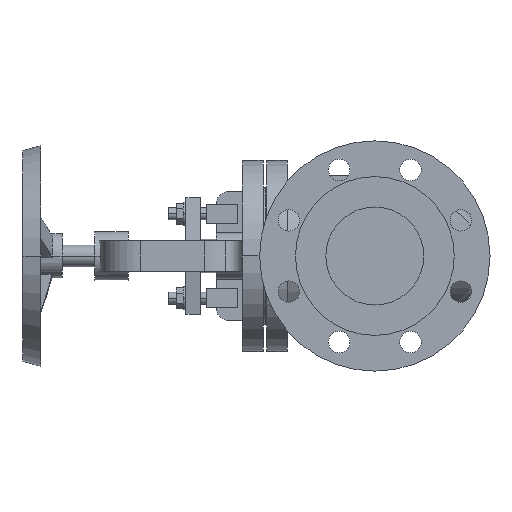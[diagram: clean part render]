
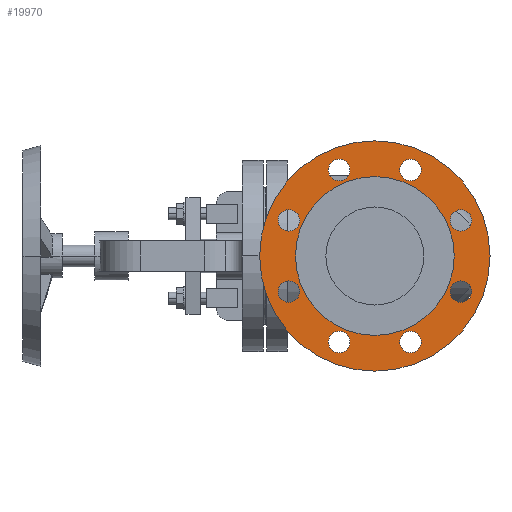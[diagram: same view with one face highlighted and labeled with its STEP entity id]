
A CAD part, left-side view. The second image highlights one B-rep face of the part: STEP entity #19970.
In plain terms, the highlighted planar face has unit normal (-1, 0, 0).
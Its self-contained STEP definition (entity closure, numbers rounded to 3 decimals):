
#10450=CARTESIAN_POINT('',(3.,0.,117.5));
#10460=VERTEX_POINT('',#10450);
#10620=CARTESIAN_POINT('',(3.,0.,-117.5));
#10630=VERTEX_POINT('',#10620);
#10660=CARTESIAN_POINT('',(3.,0.,0.));
#10670=DIRECTION('',(1.,0.,0.));
#10680=DIRECTION('',(0.,0.,-1.));
#10690=AXIS2_PLACEMENT_3D('',#10660,#10670,#10680);
#10700=CIRCLE('',#10690,117.5);
#10710=EDGE_CURVE('',#10460,#10630,#10700,.T.);
#10870=CARTESIAN_POINT('',(3.,36.355,-76.769));
#10880=VERTEX_POINT('',#10870);
#11040=CARTESIAN_POINT('',(3.,36.355,-98.769));
#11050=VERTEX_POINT('',#11040);
#11080=CARTESIAN_POINT('',(3.,36.355,-87.769));
#11090=DIRECTION('',(-1.,0.,0.));
#11100=DIRECTION('',(0.,0.,-1.));
#11110=AXIS2_PLACEMENT_3D('',#11080,#11090,#11100);
#11120=CIRCLE('',#11110,11.);
#11130=EDGE_CURVE('',#10880,#11050,#11120,.T.);
#11290=CARTESIAN_POINT('',(3.,-36.355,-98.769));
#11300=VERTEX_POINT('',#11290);
#11330=CARTESIAN_POINT('',(3.,-36.355,-87.769));
#11340=DIRECTION('',(-1.,0.,0.));
#11350=DIRECTION('',(0.,0.,-1.));
#11360=AXIS2_PLACEMENT_3D('',#11330,#11340,#11350);
#11370=CIRCLE('',#11360,11.);
#11380=CARTESIAN_POINT('',(3.,-36.355,-76.769));
#11390=VERTEX_POINT('',#11380);
#11400=EDGE_CURVE('',#11390,#11300,#11370,.T.);
#11710=CARTESIAN_POINT('',(3.,87.769,-47.355));
#11720=VERTEX_POINT('',#11710);
#11750=CARTESIAN_POINT('',(3.,87.769,-36.355));
#11760=DIRECTION('',(-1.,0.,0.));
#11770=DIRECTION('',(0.,0.,-1.));
#11780=AXIS2_PLACEMENT_3D('',#11750,#11760,#11770);
#11790=CIRCLE('',#11780,11.);
#11800=CARTESIAN_POINT('',(3.,87.769,-25.355));
#11810=VERTEX_POINT('',#11800);
#11820=EDGE_CURVE('',#11810,#11720,#11790,.T.);
#12130=CARTESIAN_POINT('',(3.,-87.769,-47.355));
#12140=VERTEX_POINT('',#12130);
#12300=CARTESIAN_POINT('',(3.,-87.769,-25.355));
#12310=VERTEX_POINT('',#12300);
#12340=CARTESIAN_POINT('',(3.,-87.769,-36.355));
#12350=DIRECTION('',(-1.,0.,0.));
#12360=DIRECTION('',(0.,0.,-1.));
#12370=AXIS2_PLACEMENT_3D('',#12340,#12350,#12360);
#12380=CIRCLE('',#12370,11.);
#12390=EDGE_CURVE('',#12140,#12310,#12380,.T.);
#12550=CARTESIAN_POINT('',(3.,87.769,47.355));
#12560=VERTEX_POINT('',#12550);
#12590=CARTESIAN_POINT('',(3.,87.769,36.355));
#12600=DIRECTION('',(-1.,0.,0.));
#12610=DIRECTION('',(0.,0.,-1.));
#12620=AXIS2_PLACEMENT_3D('',#12590,#12600,#12610);
#12630=CIRCLE('',#12620,11.);
#12640=CARTESIAN_POINT('',(3.,87.769,25.355));
#12650=VERTEX_POINT('',#12640);
#12660=EDGE_CURVE('',#12650,#12560,#12630,.T.);
#12970=CARTESIAN_POINT('',(3.,-87.769,47.355));
#12980=VERTEX_POINT('',#12970);
#13140=CARTESIAN_POINT('',(3.,-87.769,25.355));
#13150=VERTEX_POINT('',#13140);
#13180=CARTESIAN_POINT('',(3.,-87.769,36.355));
#13190=DIRECTION('',(-1.,0.,0.));
#13200=DIRECTION('',(0.,0.,-1.));
#13210=AXIS2_PLACEMENT_3D('',#13180,#13190,#13200);
#13220=CIRCLE('',#13210,11.);
#13230=EDGE_CURVE('',#12980,#13150,#13220,.T.);
#13390=CARTESIAN_POINT('',(3.,36.355,98.769));
#13400=VERTEX_POINT('',#13390);
#13560=CARTESIAN_POINT('',(3.,36.355,76.769));
#13570=VERTEX_POINT('',#13560);
#13600=CARTESIAN_POINT('',(3.,36.355,87.769));
#13610=DIRECTION('',(-1.,0.,0.));
#13620=DIRECTION('',(0.,0.,-1.));
#13630=AXIS2_PLACEMENT_3D('',#13600,#13610,#13620);
#13640=CIRCLE('',#13630,11.);
#13650=EDGE_CURVE('',#13400,#13570,#13640,.T.);
#13810=CARTESIAN_POINT('',(3.,-36.355,98.769));
#13820=VERTEX_POINT('',#13810);
#13980=CARTESIAN_POINT('',(3.,-36.355,76.769));
#13990=VERTEX_POINT('',#13980);
#14020=CARTESIAN_POINT('',(3.,-36.355,87.769));
#14030=DIRECTION('',(-1.,0.,0.));
#14040=DIRECTION('',(0.,0.,-1.));
#14050=AXIS2_PLACEMENT_3D('',#14020,#14030,#14040);
#14060=CIRCLE('',#14050,11.);
#14070=EDGE_CURVE('',#13820,#13990,#14060,.T.);
#14230=CARTESIAN_POINT('',(3.,81.,0.));
#14240=VERTEX_POINT('',#14230);
#14270=CARTESIAN_POINT('',(3.,0.,0.));
#14280=DIRECTION('',(-1.,0.,0.));
#14290=DIRECTION('',(0.,1.,0.));
#14300=AXIS2_PLACEMENT_3D('',#14270,#14280,#14290);
#14310=CIRCLE('',#14300,81.);
#14320=CARTESIAN_POINT('',(3.,-81.,0.));
#14330=VERTEX_POINT('',#14320);
#14340=EDGE_CURVE('',#14330,#14240,#14310,.T.);
#19420=CARTESIAN_POINT('',(3.,99.25,0.));
#19430=DIRECTION('',(1.,0.,0.));
#19440=DIRECTION('',(0.,-1.,0.));
#19450=AXIS2_PLACEMENT_3D('',#19420,#19430,#19440);
#19460=PLANE('',#19450);
#19470=EDGE_CURVE('',#11050,#10880,#11120,.T.);
#19480=ORIENTED_EDGE('',*,*,#19470,.F.);
#19490=ORIENTED_EDGE('',*,*,#11130,.F.);
#19500=EDGE_LOOP('',(#19490,#19480));
#19510=FACE_BOUND('',#19500,.T.);
#19520=ORIENTED_EDGE('',*,*,#11400,.F.);
#19530=EDGE_CURVE('',#11300,#11390,#11370,.T.);
#19540=ORIENTED_EDGE('',*,*,#19530,.F.);
#19550=EDGE_LOOP('',(#19540,#19520));
#19560=FACE_BOUND('',#19550,.T.);
#19570=EDGE_CURVE('',#11720,#11810,#11790,.T.);
#19580=ORIENTED_EDGE('',*,*,#19570,.F.);
#19590=ORIENTED_EDGE('',*,*,#11820,.F.);
#19600=EDGE_LOOP('',(#19590,#19580));
#19610=FACE_BOUND('',#19600,.T.);
#19620=EDGE_CURVE('',#12310,#12140,#12380,.T.);
#19630=ORIENTED_EDGE('',*,*,#19620,.F.);
#19640=ORIENTED_EDGE('',*,*,#12390,.F.);
#19650=EDGE_LOOP('',(#19640,#19630));
#19660=FACE_BOUND('',#19650,.T.);
#19670=EDGE_CURVE('',#12560,#12650,#12630,.T.);
#19680=ORIENTED_EDGE('',*,*,#19670,.F.);
#19690=ORIENTED_EDGE('',*,*,#12660,.F.);
#19700=EDGE_LOOP('',(#19690,#19680));
#19710=FACE_BOUND('',#19700,.T.);
#19720=EDGE_CURVE('',#13150,#12980,#13220,.T.);
#19730=ORIENTED_EDGE('',*,*,#19720,.F.);
#19740=ORIENTED_EDGE('',*,*,#13230,.F.);
#19750=EDGE_LOOP('',(#19740,#19730));
#19760=FACE_BOUND('',#19750,.T.);
#19770=EDGE_CURVE('',#13570,#13400,#13640,.T.);
#19780=ORIENTED_EDGE('',*,*,#19770,.F.);
#19790=ORIENTED_EDGE('',*,*,#13650,.F.);
#19800=EDGE_LOOP('',(#19790,#19780));
#19810=FACE_BOUND('',#19800,.T.);
#19820=EDGE_CURVE('',#13990,#13820,#14060,.T.);
#19830=ORIENTED_EDGE('',*,*,#19820,.F.);
#19840=ORIENTED_EDGE('',*,*,#14070,.F.);
#19850=EDGE_LOOP('',(#19840,#19830));
#19860=FACE_BOUND('',#19850,.T.);
#19870=EDGE_CURVE('',#10630,#10460,#10700,.T.);
#19880=ORIENTED_EDGE('',*,*,#19870,.F.);
#19890=ORIENTED_EDGE('',*,*,#10710,.F.);
#19900=EDGE_LOOP('',(#19890,#19880));
#19910=FACE_OUTER_BOUND('',#19900,.T.);
#19920=EDGE_CURVE('',#14240,#14330,#14310,.T.);
#19930=ORIENTED_EDGE('',*,*,#19920,.F.);
#19940=ORIENTED_EDGE('',*,*,#14340,.F.);
#19950=EDGE_LOOP('',(#19940,#19930));
#19960=FACE_BOUND('',#19950,.T.);
#19970=ADVANCED_FACE('',(#19510,#19560,#19610,#19660,#19710,#19760,
#19810,#19860,#19910,#19960),#19460,.F.);
